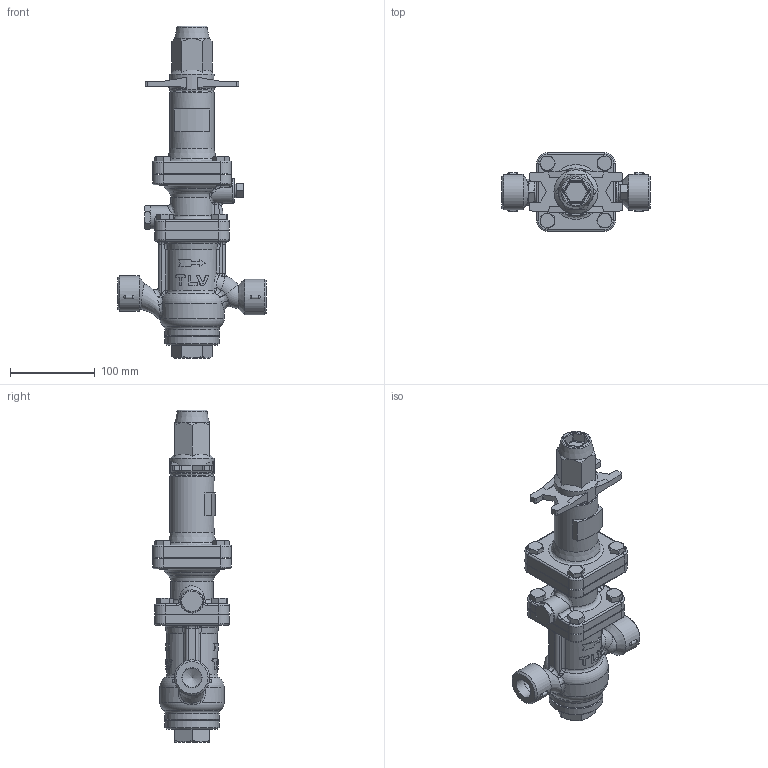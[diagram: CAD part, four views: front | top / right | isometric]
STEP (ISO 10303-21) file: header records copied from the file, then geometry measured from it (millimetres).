
FILE_DESCRIPTION((''),'2;1');
FILE_NAME('spr16-020-screw-00.stp','2010-06-23T16:49:40',('nakaot'),(''),'Autodesk Inventor 2008','Autodesk Inventor 2008','');
FILE_SCHEMA(('AUTOMOTIVE_DESIGN { 1 0 10303 214 1 1 1 1 }'));
Length unit declared in the file: millimetre
Products named in the file (1): spr16-020-screw-00
Bounding box: 175 x 93 x 392 mm (x, y, z)
Volume: 1423589.1 mm3; surface area: 160254.8 mm2
Topology: 1 solids, 1 shells, 641 faces, 1572 edges, 947 vertices
Faces by surface type: plane 200, bspline 177, cylinder 137, cone 85, torus 34, sphere 8
Full cylindrical faces by diameter (mm): 10 x12, 27 x1, 30 x1, 42 x2, 50 x1, 51 x1, 52 x2, 64 x2, 67.531 x1, 67.717 x1
Entity records: 37359 total; most frequent: CARTESIAN_POINT 23985, ORIENTED_EDGE 2920, DIRECTION 2482, EDGE_CURVE 1460, AXIS2_PLACEMENT_3D 989, VERTEX_POINT 925, EDGE_LOOP 761, FACE_OUTER_BOUND 641
